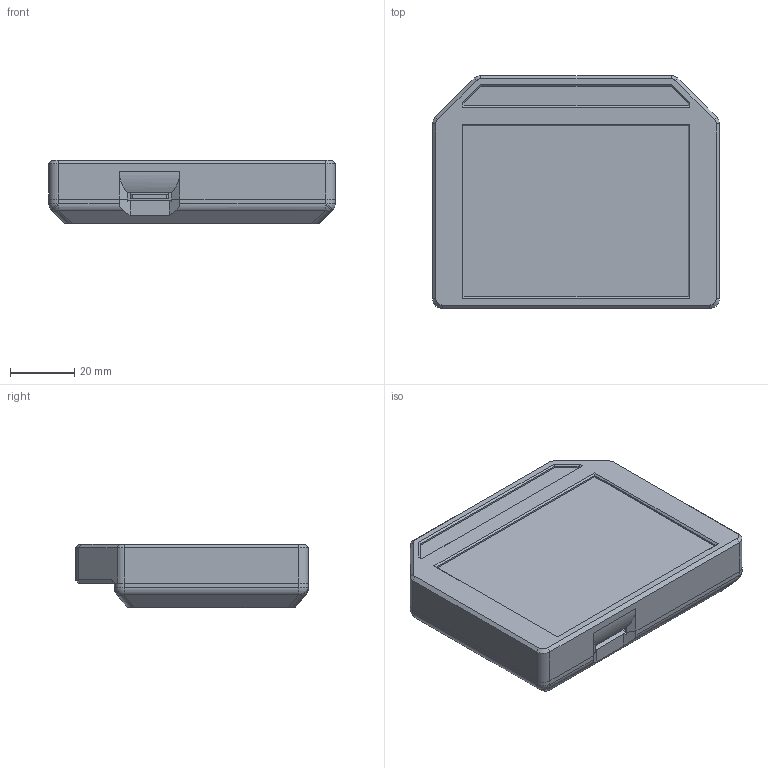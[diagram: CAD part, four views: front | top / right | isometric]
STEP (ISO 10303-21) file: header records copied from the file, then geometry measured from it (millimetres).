
FILE_DESCRIPTION(/* description */ ('Unknown'),/* implementation_level */ '2;1');
FILE_NAME(/* name */ 'Zusammenbau MFD32S',/* time_stamp */ '2023-08-28T10:53:50+02:00',/* author */ ('Unknown'),/* organization */ ('Unknown'),/* preprocessor_version */ 'ST-DEVELOPER v16.7',/* originating_system */ 'Solid Edge',/* authorisation */ 'Unknown');
FILE_SCHEMA (('AUTOMOTIVE_DESIGN {1 0 10303 214 3 1 1}'));
Products named in the file (15): Zusammenbau MFD32S; 1-4 MFD32S; 3-4 MFD32S; 3-3 MFD32; Scheibe; 2-3 MFD32; Platine MFD28_V4; Platine mit Zentralstecker_V0.1; 022284040_stiftleiste; 8-fach 449140801; 10-fach 449141001; Teensy4.0; stiftleiste 2er; Display 3.2 zoll; M4 Gewindeeinsatz
Assembly tree (23 placements, depth 3):
  Zusammenbau MFD32S
    1-4 MFD32S
    3-4 MFD32S
    3-3 MFD32
    Scheibe
    2-3 MFD32
    Platine MFD28_V4
      Platine mit Zentralstecker_V0.1
      022284040_stiftleiste  x6
      8-fach 449140801
      10-fach 449141001
      Teensy4.0
      stiftleiste 2er  x2
    Display 3.2 zoll
    M4 Gewindeeinsatz  x4
Bounding box: 89.05 x 72.2 x 19.61 mm (x, y, z)
Volume: 68165.4 mm3; surface area: 60072.3 mm2
Topology: 33 solids, 33 shells, 4684 faces, 12065 edges, 7872 vertices
Faces by surface type: plane 3828, cylinder 632, bspline 176, cone 33, sphere 13, torus 2
Full cylindrical faces by diameter (mm): 0.175 x1, 0.191 x1, 0.212 x1, 0.22 x1, 0.221 x1, 0.229 x2, 0.232 x1, 0.244 x2, 0.247 x1, 0.254 x1, 0.259 x1, 0.273 x2, 0.276 x1, 0.28 x1, 0.281 x1, 0.293 x1, 0.294 x1, 0.295 x2, 0.3 x2, 0.301 x2, 0.305 x1, 0.308 x1, 0.312 x2, 0.317 x1, 0.322 x1, 0.324 x1, 0.326 x1, 0.329 x1, 0.333 x1, 0.337 x1
Entity records: 124880 total; most frequent: CARTESIAN_POINT 24342, ORIENTED_EDGE 17334, DIRECTION 15700, EDGE_CURVE 8667, LINE 7170, VECTOR 7170, VERTEX_POINT 5799, AXIS2_PLACEMENT_3D 4265
